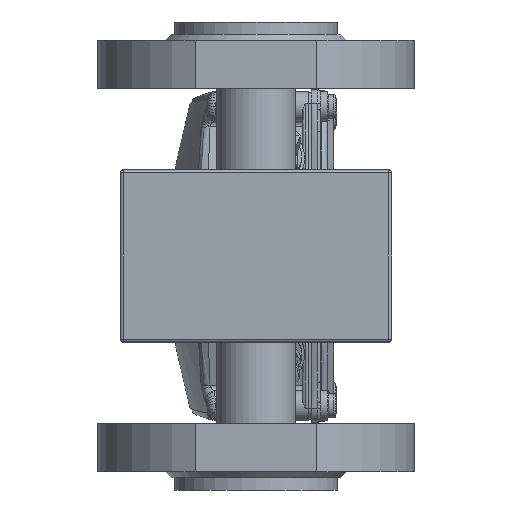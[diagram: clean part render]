
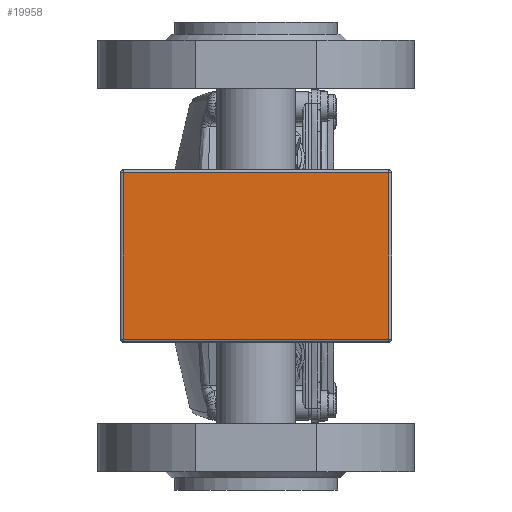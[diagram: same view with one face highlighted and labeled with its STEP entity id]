
A CAD part, front view. The second image highlights one B-rep face of the part: STEP entity #19958.
In plain terms, the highlighted planar face has unit normal (0, -1, 0).
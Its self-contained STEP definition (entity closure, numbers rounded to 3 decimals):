
#120 = ORIENTED_EDGE ( 'NONE', *, *, #24858, .T. ) ;
#737 = DIRECTION ( 'NONE',  ( 0., 0., -1. ) ) ;
#1959 = VECTOR ( 'NONE', #10569, 1000. ) ;
#2879 = VECTOR ( 'NONE', #18875, 1000. ) ;
#6822 = LINE ( 'NONE', #13137, #32182 ) ;
#8620 = CARTESIAN_POINT ( 'NONE',  ( -45., -38.771, 57. ) ) ;
#8840 = VECTOR ( 'NONE', #737, 1000. ) ;
#9593 = LINE ( 'NONE', #16331, #2879 ) ;
#10569 = DIRECTION ( 'NONE',  ( -1., 0., 0. ) ) ;
#10574 = DIRECTION ( 'NONE',  ( 0., 0., 1. ) ) ;
#10713 = CARTESIAN_POINT ( 'NONE',  ( 44., -38.771, 56. ) ) ;
#10807 = EDGE_CURVE ( 'NONE', #30980, #11019, #9593, .T. ) ;
#11019 = VERTEX_POINT ( 'NONE', #14766 ) ;
#11286 = DIRECTION ( 'NONE',  ( 0., 0., 1. ) ) ;
#11842 = CARTESIAN_POINT ( 'NONE',  ( -44., -38.771, 1. ) ) ;
#12751 = EDGE_CURVE ( 'NONE', #11019, #17180, #6822, .T. ) ;
#13137 = CARTESIAN_POINT ( 'NONE',  ( 44., -38.771, 57. ) ) ;
#14766 = CARTESIAN_POINT ( 'NONE',  ( 44., -38.771, 1. ) ) ;
#14779 = LINE ( 'NONE', #15892, #8840 ) ;
#15892 = CARTESIAN_POINT ( 'NONE',  ( -44., -38.771, 57. ) ) ;
#16331 = CARTESIAN_POINT ( 'NONE',  ( -45., -38.771, 1. ) ) ;
#17180 = VERTEX_POINT ( 'NONE', #10713 ) ;
#18798 = PLANE ( 'NONE',  #27932 ) ;
#18875 = DIRECTION ( 'NONE',  ( 1., 0., 0. ) ) ;
#19958 = ADVANCED_FACE ( 'NONE', ( #31442 ), #18798, .F. ) ;
#22170 = LINE ( 'NONE', #25863, #1959 ) ;
#22692 = VERTEX_POINT ( 'NONE', #29219 ) ;
#23127 = ORIENTED_EDGE ( 'NONE', *, *, #10807, .T. ) ;
#23169 = ORIENTED_EDGE ( 'NONE', *, *, #31585, .T. ) ;
#24858 = EDGE_CURVE ( 'NONE', #17180, #22692, #22170, .T. ) ;
#25863 = CARTESIAN_POINT ( 'NONE',  ( -45., -38.771, 56. ) ) ;
#26460 = DIRECTION ( 'NONE',  ( 0., 1., 0. ) ) ;
#27932 = AXIS2_PLACEMENT_3D ( 'NONE', #8620, #26460, #11286 ) ;
#29219 = CARTESIAN_POINT ( 'NONE',  ( -44., -38.771, 56. ) ) ;
#30625 = EDGE_LOOP ( 'NONE', ( #23169, #23127, #31469, #120 ) ) ;
#30980 = VERTEX_POINT ( 'NONE', #11842 ) ;
#31442 = FACE_OUTER_BOUND ( 'NONE', #30625, .T. ) ;
#31469 = ORIENTED_EDGE ( 'NONE', *, *, #12751, .T. ) ;
#31585 = EDGE_CURVE ( 'NONE', #22692, #30980, #14779, .T. ) ;
#32182 = VECTOR ( 'NONE', #10574, 1000. ) ;
